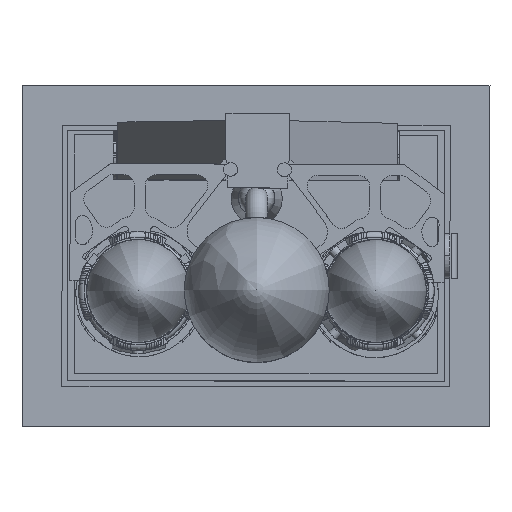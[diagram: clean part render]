
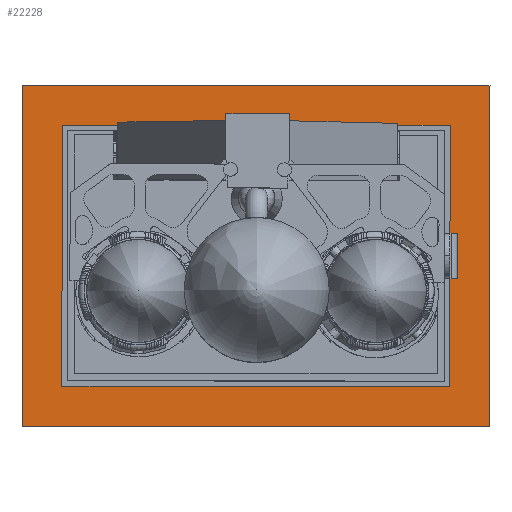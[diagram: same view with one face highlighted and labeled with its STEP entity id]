
A CAD part, top view. The second image highlights one B-rep face of the part: STEP entity #22228.
In plain terms, the highlighted planar face has unit normal (0, 0, 1).
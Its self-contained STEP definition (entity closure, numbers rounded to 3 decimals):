
#22153 = VERTEX_POINT('',#22154);
#22154 = CARTESIAN_POINT('',(-5.357,70.481,
    -1029.333));
#22162 = EDGE_CURVE('',#22163,#22153,#22165,.T.);
#22163 = VERTEX_POINT('',#22164);
#22164 = CARTESIAN_POINT('',(-5.347,84.981,
    -1029.333));
#22165 = LINE('',#22166,#22167);
#22166 = CARTESIAN_POINT('',(-5.342,92.481,
    -1029.333));
#22167 = VECTOR('',#22168,1.);
#22168 = DIRECTION('',(-0.001,-1.,
    0.));
#22195 = VERTEX_POINT('',#22196);
#22196 = CARTESIAN_POINT('',(4.643,70.474,
    -1029.333));
#22211 = VERTEX_POINT('',#22212);
#22212 = CARTESIAN_POINT('',(4.653,84.974,
    -1029.333));
#22218 = EDGE_CURVE('',#22211,#22195,#22219,.T.);
#22219 = LINE('',#22220,#22221);
#22220 = CARTESIAN_POINT('',(4.658,92.474,
    -1029.333));
#22221 = VECTOR('',#22222,1.);
#22222 = DIRECTION('',(-0.001,-1.,
    0.));
#22228 = ADVANCED_FACE('',(#22229,#22263),#22343,.F.);
#22229 = FACE_BOUND('',#22230,.T.);
#22230 = EDGE_LOOP('',(#22231,#22241,#22249,#22257));
#22231 = ORIENTED_EDGE('',*,*,#22232,.T.);
#22232 = EDGE_CURVE('',#22233,#22235,#22237,.T.);
#22233 = VERTEX_POINT('',#22234);
#22234 = CARTESIAN_POINT('',(128.484,-73.665,
    -1029.333));
#22235 = VERTEX_POINT('',#22236);
#22236 = CARTESIAN_POINT('',(128.616,114.387,
    -1029.333));
#22237 = LINE('',#22238,#22239);
#22238 = CARTESIAN_POINT('',(128.598,89.387,
    -1029.333));
#22239 = VECTOR('',#22240,1.);
#22240 = DIRECTION('',(0.001,1.,0.));
#22241 = ORIENTED_EDGE('',*,*,#22242,.F.);
#22242 = EDGE_CURVE('',#22243,#22235,#22245,.T.);
#22243 = VERTEX_POINT('',#22244);
#22244 = CARTESIAN_POINT('',(-129.268,114.568,
    -1029.333));
#22245 = LINE('',#22246,#22247);
#22246 = CARTESIAN_POINT('',(-104.268,114.551,
    -1029.333));
#22247 = VECTOR('',#22248,1.);
#22248 = DIRECTION('',(1.,-0.001,0.));
#22249 = ORIENTED_EDGE('',*,*,#22250,.T.);
#22250 = EDGE_CURVE('',#22243,#22251,#22253,.T.);
#22251 = VERTEX_POINT('',#22252);
#22252 = CARTESIAN_POINT('',(-129.4,-73.484,
    -1029.333));
#22253 = LINE('',#22254,#22255);
#22254 = CARTESIAN_POINT('',(-129.383,-48.484,
    -1029.333));
#22255 = VECTOR('',#22256,1.);
#22256 = DIRECTION('',(-0.001,-1.,0.));
#22257 = ORIENTED_EDGE('',*,*,#22258,.F.);
#22258 = EDGE_CURVE('',#22233,#22251,#22259,.T.);
#22259 = LINE('',#22260,#22261);
#22260 = CARTESIAN_POINT('',(-79.4,-73.519,
    -1029.333));
#22261 = VECTOR('',#22262,1.);
#22262 = DIRECTION('',(-1.,0.001,0.));
#22263 = FACE_BOUND('',#22264,.T.);
#22264 = EDGE_LOOP('',(#22265,#22273,#22281,#22289,#22297,#22305,#22313,
    #22321,#22329,#22335,#22336,#22342));
#22265 = ORIENTED_EDGE('',*,*,#22266,.T.);
#22266 = EDGE_CURVE('',#22211,#22267,#22269,.T.);
#22267 = VERTEX_POINT('',#22268);
#22268 = CARTESIAN_POINT('',(99.095,84.908,
    -1029.333));
#22269 = LINE('',#22270,#22271);
#22270 = CARTESIAN_POINT('',(49.374,84.943,
    -1029.333));
#22271 = VECTOR('',#22272,1.);
#22272 = DIRECTION('',(1.,-0.001,0.));
#22273 = ORIENTED_EDGE('',*,*,#22274,.T.);
#22274 = EDGE_CURVE('',#22267,#22275,#22277,.T.);
#22275 = VERTEX_POINT('',#22276);
#22276 = CARTESIAN_POINT('',(99.004,-44.145,
    -1029.333));
#22277 = LINE('',#22278,#22279);
#22278 = CARTESIAN_POINT('',(99.027,-11.881,
    -1029.333));
#22279 = VECTOR('',#22280,1.);
#22280 = DIRECTION('',(-0.001,-1.,0.));
#22281 = ORIENTED_EDGE('',*,*,#22282,.T.);
#22282 = EDGE_CURVE('',#22275,#22283,#22285,.T.);
#22283 = VERTEX_POINT('',#22284);
#22284 = CARTESIAN_POINT('',(4.509,-44.078,
    -1029.333));
#22285 = LINE('',#22286,#22287);
#22286 = CARTESIAN_POINT('',(-50.159,-44.04,
    -1029.333));
#22287 = VECTOR('',#22288,1.);
#22288 = DIRECTION('',(-1.,0.001,0.));
#22289 = ORIENTED_EDGE('',*,*,#22290,.F.);
#22290 = EDGE_CURVE('',#22291,#22283,#22293,.T.);
#22291 = VERTEX_POINT('',#22292);
#22292 = CARTESIAN_POINT('',(4.573,-29.578,
    -1029.333));
#22293 = LINE('',#22294,#22295);
#22294 = CARTESIAN_POINT('',(4.614,-19.997,
    -1029.333));
#22295 = VECTOR('',#22296,1.);
#22296 = DIRECTION('',(-0.004,-1.,0.));
#22297 = ORIENTED_EDGE('',*,*,#22298,.F.);
#22298 = EDGE_CURVE('',#22299,#22291,#22301,.T.);
#22299 = VERTEX_POINT('',#22300);
#22300 = CARTESIAN_POINT('',(-5.428,-29.571,
    -1029.333));
#22301 = LINE('',#22302,#22303);
#22302 = CARTESIAN_POINT('',(42.044,-29.605,
    -1029.333));
#22303 = VECTOR('',#22304,1.);
#22304 = DIRECTION('',(1.,-0.001,0.));
#22305 = ORIENTED_EDGE('',*,*,#22306,.F.);
#22306 = EDGE_CURVE('',#22307,#22299,#22309,.T.);
#22307 = VERTEX_POINT('',#22308);
#22308 = CARTESIAN_POINT('',(-5.491,-44.071,
    -1029.333));
#22309 = LINE('',#22310,#22311);
#22310 = CARTESIAN_POINT('',(-5.469,-39.153,
    -1029.333));
#22311 = VECTOR('',#22312,1.);
#22312 = DIRECTION('',(0.004,1.,0.));
#22313 = ORIENTED_EDGE('',*,*,#22314,.T.);
#22314 = EDGE_CURVE('',#22307,#22315,#22317,.T.);
#22315 = VERTEX_POINT('',#22316);
#22316 = CARTESIAN_POINT('',(-99.88,-44.005,
    -1029.333));
#22317 = LINE('',#22318,#22319);
#22318 = CARTESIAN_POINT('',(-50.159,-44.04,
    -1029.333));
#22319 = VECTOR('',#22320,1.);
#22320 = DIRECTION('',(-1.,0.001,0.));
#22321 = ORIENTED_EDGE('',*,*,#22322,.T.);
#22322 = EDGE_CURVE('',#22315,#22323,#22325,.T.);
#22323 = VERTEX_POINT('',#22324);
#22324 = CARTESIAN_POINT('',(-99.789,85.048,
    -1029.333));
#22325 = LINE('',#22326,#22327);
#22326 = CARTESIAN_POINT('',(-99.812,52.785,
    -1029.333));
#22327 = VECTOR('',#22328,1.);
#22328 = DIRECTION('',(0.001,1.,0.));
#22329 = ORIENTED_EDGE('',*,*,#22330,.T.);
#22330 = EDGE_CURVE('',#22323,#22163,#22331,.T.);
#22331 = LINE('',#22332,#22333);
#22332 = CARTESIAN_POINT('',(49.374,84.943,
    -1029.333));
#22333 = VECTOR('',#22334,1.);
#22334 = DIRECTION('',(1.,-0.001,0.));
#22335 = ORIENTED_EDGE('',*,*,#22162,.T.);
#22336 = ORIENTED_EDGE('',*,*,#22337,.F.);
#22337 = EDGE_CURVE('',#22195,#22153,#22338,.T.);
#22338 = LINE('',#22339,#22340);
#22339 = CARTESIAN_POINT('',(-45.328,70.509,
    -1029.333));
#22340 = VECTOR('',#22341,1.);
#22341 = DIRECTION('',(-1.,0.001,
    0.));
#22342 = ORIENTED_EDGE('',*,*,#22218,.F.);
#22343 = PLANE('',#22344);
#22344 = AXIS2_PLACEMENT_3D('',#22345,#22346,#22347);
#22345 = CARTESIAN_POINT('',(-0.392,20.452,
    -1029.333));
#22346 = DIRECTION('',(0.,0.,-1.));
#22347 = DIRECTION('',(1.,-0.004,0.));
